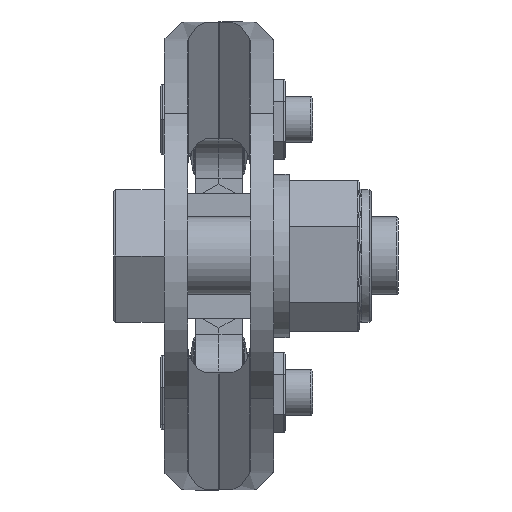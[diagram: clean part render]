
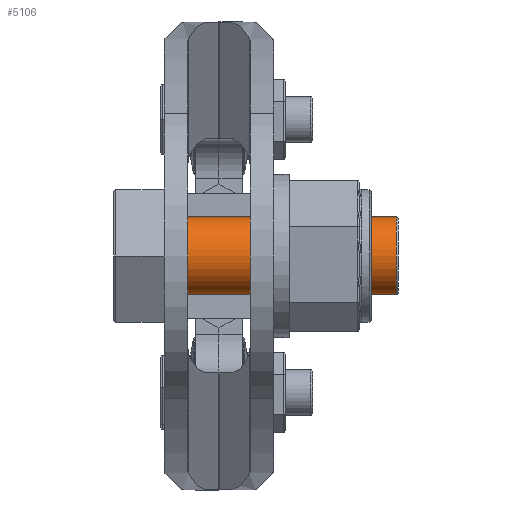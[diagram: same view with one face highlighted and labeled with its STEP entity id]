
A CAD part, left-side view. The second image highlights one B-rep face of the part: STEP entity #5106.
In plain terms, the highlighted cylindrical face has radius 10 mm (diameter 20 mm), a full revolution.
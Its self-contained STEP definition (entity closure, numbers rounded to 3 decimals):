
#101 = CARTESIAN_POINT ( 'NONE',  ( 0., -60., 0. ) ) ;
#337 = DIRECTION ( 'NONE',  ( 0., 0., 1. ) ) ;
#726 = VERTEX_POINT ( 'NONE', #1790 ) ;
#1285 = DIRECTION ( 'NONE',  ( 0., 1., 0. ) ) ;
#1790 = CARTESIAN_POINT ( 'NONE',  ( 0., -59.5, 10. ) ) ;
#2017 = VERTEX_POINT ( 'NONE', #5326 ) ;
#2066 = DIRECTION ( 'NONE',  ( 0., 0., 1. ) ) ;
#3560 = CYLINDRICAL_SURFACE ( 'NONE', #8956, 10. ) ;
#3794 = FACE_OUTER_BOUND ( 'NONE', #8043, .T. ) ;
#3871 = CARTESIAN_POINT ( 'NONE',  ( 0., 0., 0. ) ) ;
#4163 = DIRECTION ( 'NONE',  ( 0., 1., 0. ) ) ;
#4629 = EDGE_LOOP ( 'NONE', ( #8501 ) ) ;
#4833 = EDGE_CURVE ( 'NONE', #726, #726, #5603, .T. ) ;
#5106 = ADVANCED_FACE ( 'NONE', ( #5538, #3794 ), #3560, .T. ) ;
#5326 = CARTESIAN_POINT ( 'NONE',  ( 0., 0., 10. ) ) ;
#5453 = DIRECTION ( 'NONE',  ( 0., 0., 1. ) ) ;
#5538 = FACE_OUTER_BOUND ( 'NONE', #4629, .T. ) ;
#5603 = CIRCLE ( 'NONE', #8678, 10. ) ;
#6179 = AXIS2_PLACEMENT_3D ( 'NONE', #3871, #6328, #337 ) ;
#6328 = DIRECTION ( 'NONE',  ( 0., 1., 0. ) ) ;
#6842 = EDGE_CURVE ( 'NONE', #2017, #2017, #6992, .T. ) ;
#6992 = CIRCLE ( 'NONE', #6179, 10. ) ;
#7071 = CARTESIAN_POINT ( 'NONE',  ( 0., -59.5, 0. ) ) ;
#7324 = ORIENTED_EDGE ( 'NONE', *, *, #6842, .F. ) ;
#8043 = EDGE_LOOP ( 'NONE', ( #7324 ) ) ;
#8501 = ORIENTED_EDGE ( 'NONE', *, *, #4833, .T. ) ;
#8678 = AXIS2_PLACEMENT_3D ( 'NONE', #7071, #4163, #5453 ) ;
#8956 = AXIS2_PLACEMENT_3D ( 'NONE', #101, #1285, #2066 ) ;
